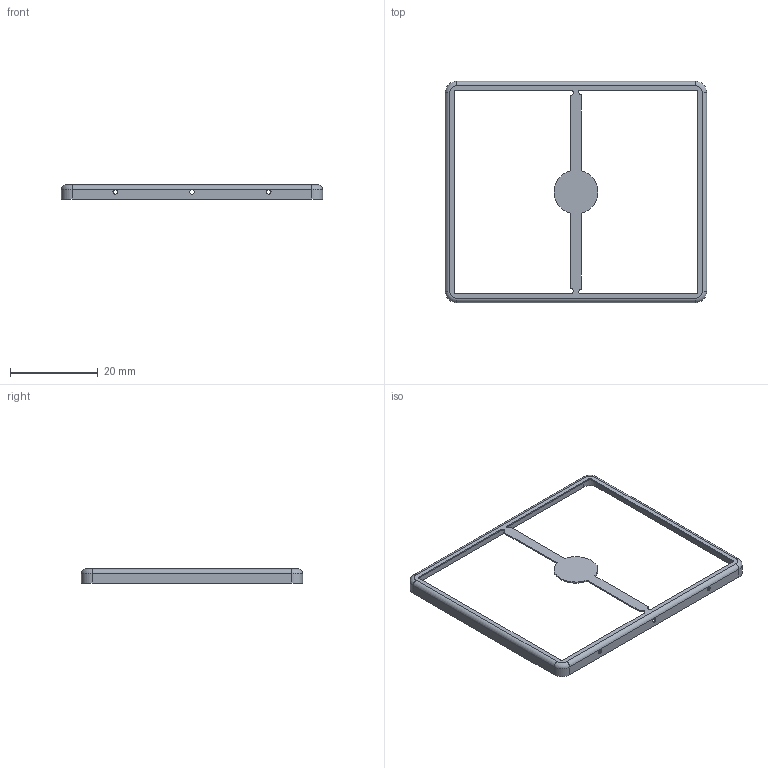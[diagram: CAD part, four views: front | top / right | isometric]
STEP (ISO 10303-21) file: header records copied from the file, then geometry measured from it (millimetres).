
FILE_DESCRIPTION(/* description */ ('Unknown'),/* implementation_level */ '2;1');
FILE_NAME(/* name */ 'H_Wurth_WE-SHC-SEAMLESS-FRAME_3670595',/* time_stamp */ '2025-07-07T15:29:13+08:00',/* author */ ('Unknown'),/* organization */ ('Unknown'),/* preprocessor_version */ 'ST-DEVELOPER v19.4',/* originating_system */ 'Solid Edge',/* authorisation */ 'Unknown');
FILE_SCHEMA (('AUTOMOTIVE_DESIGN {1 0 10303 214 3 1 1}'));
Length unit declared in the file: millimetre
Products named in the file (2): H_Wurth_WE-SHC-SEAMLESS-FRAME_3670595
Assembly tree (1 placements, depth 2):
  H_Wurth_WE-SHC-SEAMLESS-FRAME_3670595
    H_Wurth_WE-SHC-SEAMLESS-FRAME_3670595
Bounding box: 59.5 x 50.4 x 3.2 mm (x, y, z)
Volume: 337.4 mm3; surface area: 2409.9 mm2
Topology: 1 solids, 1 shells, 61 faces, 158 edges, 100 vertices
Faces by surface type: cylinder 32, plane 21, torus 8
Full cylindrical faces by diameter (mm): 1 x6
Entity records: 1927 total; most frequent: DIRECTION 350, CARTESIAN_POINT 315, ORIENTED_EDGE 304, EDGE_CURVE 152, AXIS2_PLACEMENT_3D 135, VERTEX_POINT 100, EDGE_LOOP 84, FACE_BOUND 84
